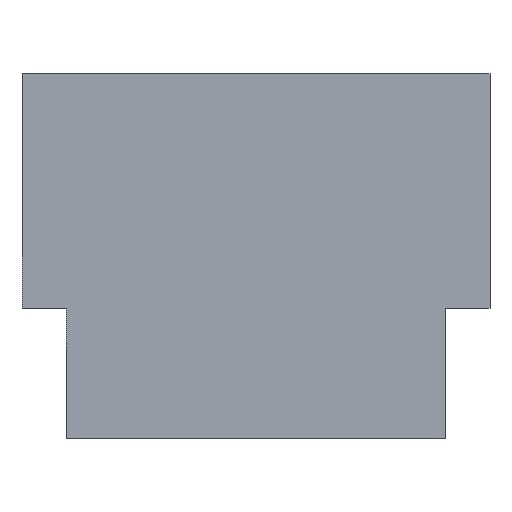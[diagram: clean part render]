
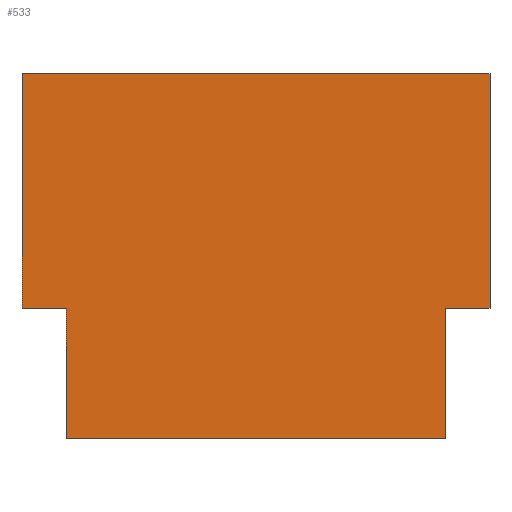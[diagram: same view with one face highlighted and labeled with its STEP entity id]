
A CAD part, front view. The second image highlights one B-rep face of the part: STEP entity #533.
In plain terms, the highlighted planar face has unit normal (0, -1, 0).
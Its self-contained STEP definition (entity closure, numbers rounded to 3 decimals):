
#56 = CARTESIAN_POINT ( 'NONE',  ( 0., 0., -10. ) ) ;
#85 = ORIENTED_EDGE ( 'NONE', *, *, #1445, .F. ) ;
#88 = LINE ( 'NONE', #1585, #1061 ) ;
#104 = VECTOR ( 'NONE', #448, 1000. ) ;
#114 = ORIENTED_EDGE ( 'NONE', *, *, #1426, .T. ) ;
#130 = VERTEX_POINT ( 'NONE', #599 ) ;
#162 = VECTOR ( 'NONE', #597, 1000. ) ;
#197 = CARTESIAN_POINT ( 'NONE',  ( 0., 0., -10. ) ) ;
#233 = LINE ( 'NONE', #1694, #1118 ) ;
#288 = ORIENTED_EDGE ( 'NONE', *, *, #1463, .T. ) ;
#297 = DIRECTION ( 'NONE',  ( 0., 0., -1. ) ) ;
#301 = AXIS2_PLACEMENT_3D ( 'NONE', #1296, #1154, #747 ) ;
#313 = EDGE_CURVE ( 'NONE', #1492, #1519, #871, .T. ) ;
#357 = LINE ( 'NONE', #1572, #486 ) ;
#390 = VERTEX_POINT ( 'NONE', #574 ) ;
#436 = VERTEX_POINT ( 'NONE', #1312 ) ;
#437 = EDGE_CURVE ( 'NONE', #1592, #130, #233, .T. ) ;
#448 = DIRECTION ( 'NONE',  ( -1., 0., 0. ) ) ;
#482 = EDGE_CURVE ( 'NONE', #1549, #1592, #88, .T. ) ;
#486 = VECTOR ( 'NONE', #602, 1000. ) ;
#529 = ORIENTED_EDGE ( 'NONE', *, *, #1667, .T. ) ;
#533 = ADVANCED_FACE ( 'NONE', ( #1044 ), #1169, .F. ) ;
#535 = ORIENTED_EDGE ( 'NONE', *, *, #437, .F. ) ;
#541 = ORIENTED_EDGE ( 'NONE', *, *, #313, .T. ) ;
#565 = CARTESIAN_POINT ( 'NONE',  ( -45., 0., 35. ) ) ;
#574 = CARTESIAN_POINT ( 'NONE',  ( -36.5, 0., -35. ) ) ;
#597 = DIRECTION ( 'NONE',  ( 1., 0., 0. ) ) ;
#599 = CARTESIAN_POINT ( 'NONE',  ( 45., 0., -10. ) ) ;
#602 = DIRECTION ( 'NONE',  ( 0., 0., 1. ) ) ;
#611 = EDGE_LOOP ( 'NONE', ( #535, #1473, #114, #529, #1078, #288, #541, #85 ) ) ;
#620 = DIRECTION ( 'NONE',  ( 0., 0., -1. ) ) ;
#635 = DIRECTION ( 'NONE',  ( 1., 0., 0. ) ) ;
#696 = CARTESIAN_POINT ( 'NONE',  ( 45., 0., 35. ) ) ;
#747 = DIRECTION ( 'NONE',  ( 0., 0., 1. ) ) ;
#835 = DIRECTION ( 'NONE',  ( 1., 0., 0. ) ) ;
#861 = LINE ( 'NONE', #56, #162 ) ;
#862 = EDGE_CURVE ( 'NONE', #390, #436, #357, .T. ) ;
#869 = VECTOR ( 'NONE', #1676, 1000. ) ;
#871 = LINE ( 'NONE', #1522, #869 ) ;
#1001 = VERTEX_POINT ( 'NONE', #1649 ) ;
#1044 = FACE_OUTER_BOUND ( 'NONE', #611, .T. ) ;
#1061 = VECTOR ( 'NONE', #635, 1000. ) ;
#1078 = ORIENTED_EDGE ( 'NONE', *, *, #862, .F. ) ;
#1085 = CARTESIAN_POINT ( 'NONE',  ( 36.5, 0., -10. ) ) ;
#1118 = VECTOR ( 'NONE', #620, 1000. ) ;
#1154 = DIRECTION ( 'NONE',  ( 0., 1., 0. ) ) ;
#1169 = PLANE ( 'NONE',  #301 ) ;
#1232 = VECTOR ( 'NONE', #835, 1000. ) ;
#1255 = CARTESIAN_POINT ( 'NONE',  ( -45., 0., 0. ) ) ;
#1296 = CARTESIAN_POINT ( 'NONE',  ( 0., 0., 0. ) ) ;
#1312 = CARTESIAN_POINT ( 'NONE',  ( -36.5, 0., -10. ) ) ;
#1368 = LINE ( 'NONE', #1255, #1696 ) ;
#1426 = EDGE_CURVE ( 'NONE', #1549, #1001, #1368, .T. ) ;
#1445 = EDGE_CURVE ( 'NONE', #130, #1519, #1672, .T. ) ;
#1463 = EDGE_CURVE ( 'NONE', #390, #1492, #1680, .T. ) ;
#1473 = ORIENTED_EDGE ( 'NONE', *, *, #482, .F. ) ;
#1492 = VERTEX_POINT ( 'NONE', #1652 ) ;
#1519 = VERTEX_POINT ( 'NONE', #1085 ) ;
#1522 = CARTESIAN_POINT ( 'NONE',  ( 36.5, 0., 0. ) ) ;
#1548 = CARTESIAN_POINT ( 'NONE',  ( 0., 0., -35. ) ) ;
#1549 = VERTEX_POINT ( 'NONE', #565 ) ;
#1572 = CARTESIAN_POINT ( 'NONE',  ( -36.5, 0., 0. ) ) ;
#1585 = CARTESIAN_POINT ( 'NONE',  ( 0., 0., 35. ) ) ;
#1592 = VERTEX_POINT ( 'NONE', #696 ) ;
#1649 = CARTESIAN_POINT ( 'NONE',  ( -45., 0., -10. ) ) ;
#1652 = CARTESIAN_POINT ( 'NONE',  ( 36.5, 0., -35. ) ) ;
#1667 = EDGE_CURVE ( 'NONE', #1001, #436, #861, .T. ) ;
#1672 = LINE ( 'NONE', #197, #104 ) ;
#1676 = DIRECTION ( 'NONE',  ( 0., 0., 1. ) ) ;
#1680 = LINE ( 'NONE', #1548, #1232 ) ;
#1694 = CARTESIAN_POINT ( 'NONE',  ( 45., 0., 0. ) ) ;
#1696 = VECTOR ( 'NONE', #297, 1000. ) ;
